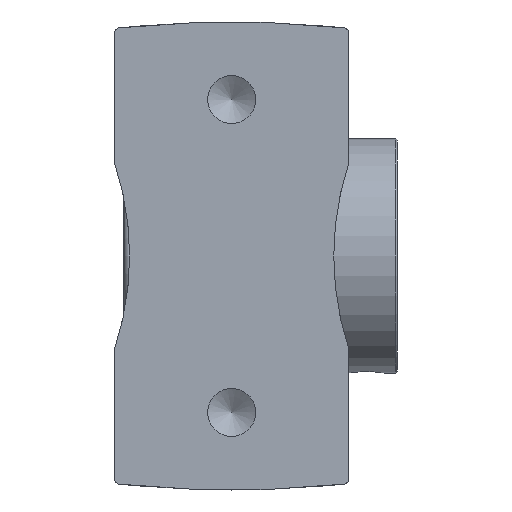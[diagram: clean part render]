
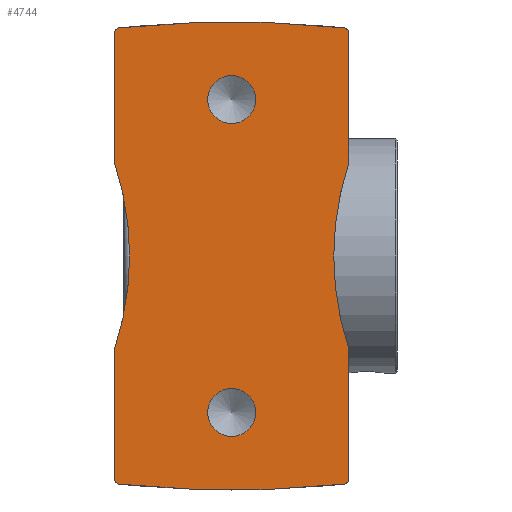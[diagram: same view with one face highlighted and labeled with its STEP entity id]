
A CAD part, front view. The second image highlights one B-rep face of the part: STEP entity #4744.
In plain terms, the highlighted face is planar.
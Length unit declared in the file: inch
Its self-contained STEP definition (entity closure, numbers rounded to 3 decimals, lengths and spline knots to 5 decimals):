
#368=CARTESIAN_POINT('',(0.74803,-1.42397,-0.));
#369=VERTEX_POINT('',#368);
#376=CARTESIAN_POINT('',(0.74803,-0.59055,-0.));
#377=VERTEX_POINT('',#376);
#378=CARTESIAN_POINT('',(0.74803,0.64993,-0.));
#379=DIRECTION('',(0.,-1.,0.));
#380=VECTOR('',#379,0.32812);
#381=LINE('',#378,#380);
#382=EDGE_CURVE('',#377,#369,#381,.T.);
#624=CARTESIAN_POINT('',(-0.1535,-1.,0.));
#625=VERTEX_POINT('',#624);
#635=CARTESIAN_POINT('',(0.1535,-1.,-0.));
#636=VERTEX_POINT('',#635);
#637=CARTESIAN_POINT('',(0.,-1.,0.));
#638=DIRECTION('',(0.,0.,1.));
#639=DIRECTION('',(1.,0.,-0.));
#640=AXIS2_PLACEMENT_3D('',#637,#638,#639);
#641=CIRCLE('',#640,0.1535);
#642=EDGE_CURVE('',#636,#625,#641,.T.);
#644=CARTESIAN_POINT('',(0.,-1.,0.));
#645=DIRECTION('',(0.,0.,1.));
#646=DIRECTION('',(1.,0.,-0.));
#647=AXIS2_PLACEMENT_3D('',#644,#645,#646);
#648=CIRCLE('',#647,0.1535);
#649=EDGE_CURVE('',#625,#636,#648,.T.);
#694=CARTESIAN_POINT('',(-0.1535,1.,0.));
#695=VERTEX_POINT('',#694);
#705=CARTESIAN_POINT('',(0.1535,1.,-0.));
#706=VERTEX_POINT('',#705);
#707=CARTESIAN_POINT('',(0.,1.,0.));
#708=DIRECTION('',(0.,0.,1.));
#709=DIRECTION('',(1.,0.,-0.));
#710=AXIS2_PLACEMENT_3D('',#707,#708,#709);
#711=CIRCLE('',#710,0.1535);
#712=EDGE_CURVE('',#706,#695,#711,.T.);
#714=CARTESIAN_POINT('',(0.,1.,0.));
#715=DIRECTION('',(0.,0.,1.));
#716=DIRECTION('',(1.,0.,-0.));
#717=AXIS2_PLACEMENT_3D('',#714,#715,#716);
#718=CIRCLE('',#717,0.1535);
#719=EDGE_CURVE('',#695,#706,#718,.T.);
#3383=CARTESIAN_POINT('',(0.71666,1.45878,-0.));
#3384=VERTEX_POINT('',#3383);
#3391=CARTESIAN_POINT('',(-0.71666,1.45878,0.));
#3392=VERTEX_POINT('',#3391);
#3393=CARTESIAN_POINT('',(-0.,-5.41103,0.));
#3394=DIRECTION('',(-0.,0.,-1.));
#3395=DIRECTION('',(-1.,0.,0.));
#3396=AXIS2_PLACEMENT_3D('',#3393,#3394,#3395);
#3397=CIRCLE('',#3396,6.9071);
#3398=EDGE_CURVE('',#3392,#3384,#3397,.T.);
#3427=CARTESIAN_POINT('',(0.74803,1.42397,-0.));
#3428=VERTEX_POINT('',#3427);
#3435=CARTESIAN_POINT('',(0.71303,1.42397,-0.));
#3436=DIRECTION('',(0.,0.,1.));
#3437=DIRECTION('',(0.743,0.669,-0.));
#3438=AXIS2_PLACEMENT_3D('',#3435,#3436,#3437);
#3439=CIRCLE('',#3438,0.035);
#3440=EDGE_CURVE('',#3428,#3384,#3439,.T.);
#3452=CARTESIAN_POINT('',(0.74803,0.59055,-0.));
#3453=VERTEX_POINT('',#3452);
#3460=CARTESIAN_POINT('',(0.74803,1.44305,-0.));
#3461=DIRECTION('',(0.,-1.,0.));
#3462=VECTOR('',#3461,0.32812);
#3463=LINE('',#3460,#3462);
#3464=EDGE_CURVE('',#3428,#3453,#3463,.T.);
#3476=CARTESIAN_POINT('',(0.6526,0.,-0.));
#3477=VERTEX_POINT('',#3476);
#3486=CARTESIAN_POINT('',(2.5276,0.,-0.));
#3487=DIRECTION('',(0.,0.,1.));
#3488=DIRECTION('',(1.,0.,-0.));
#3489=AXIS2_PLACEMENT_3D('',#3486,#3487,#3488);
#3490=CIRCLE('',#3489,1.875);
#3491=EDGE_CURVE('',#3477,#377,#3490,.T.);
#3927=CARTESIAN_POINT('',(-0.6526,-0.,0.));
#3928=VERTEX_POINT('',#3927);
#3937=CARTESIAN_POINT('',(-0.74803,0.59055,0.));
#3938=VERTEX_POINT('',#3937);
#3945=CARTESIAN_POINT('',(-2.5276,0.,0.));
#3946=DIRECTION('',(0.,0.,1.));
#3947=DIRECTION('',(-1.,0.,0.));
#3948=AXIS2_PLACEMENT_3D('',#3945,#3946,#3947);
#3949=CIRCLE('',#3948,1.875);
#3950=EDGE_CURVE('',#3928,#3938,#3949,.T.);
#3961=CARTESIAN_POINT('',(-0.74803,1.42397,0.));
#3962=VERTEX_POINT('',#3961);
#3969=CARTESIAN_POINT('',(-0.74803,1.44305,0.));
#3970=DIRECTION('',(0.,-1.,0.));
#3971=VECTOR('',#3970,0.32812);
#3972=LINE('',#3969,#3971);
#3973=EDGE_CURVE('',#3962,#3938,#3972,.T.);
#3986=CARTESIAN_POINT('',(-0.71303,1.42397,0.));
#3987=DIRECTION('',(0.,-0.,1.));
#3988=DIRECTION('',(-0.743,0.669,0.));
#3989=AXIS2_PLACEMENT_3D('',#3986,#3987,#3988);
#3990=CIRCLE('',#3989,0.035);
#3991=EDGE_CURVE('',#3392,#3962,#3990,.T.);
#4503=CARTESIAN_POINT('',(0.71666,-1.45878,-0.));
#4504=VERTEX_POINT('',#4503);
#4511=CARTESIAN_POINT('',(0.71303,-1.42397,-0.));
#4512=DIRECTION('',(0.,-0.,1.));
#4513=DIRECTION('',(0.743,-0.669,-0.));
#4514=AXIS2_PLACEMENT_3D('',#4511,#4512,#4513);
#4515=CIRCLE('',#4514,0.035);
#4516=EDGE_CURVE('',#4504,#369,#4515,.T.);
#4634=CARTESIAN_POINT('',(-0.71666,-1.45878,0.));
#4635=VERTEX_POINT('',#4634);
#4642=CARTESIAN_POINT('',(0.,5.41103,-0.));
#4643=DIRECTION('',(-0.,0.,-1.));
#4644=DIRECTION('',(1.,0.,-0.));
#4645=AXIS2_PLACEMENT_3D('',#4642,#4643,#4644);
#4646=CIRCLE('',#4645,6.9071);
#4647=EDGE_CURVE('',#4504,#4635,#4646,.T.);
#4660=CARTESIAN_POINT('',(-0.74803,-1.42397,0.));
#4661=VERTEX_POINT('',#4660);
#4668=CARTESIAN_POINT('',(-0.71303,-1.42397,0.));
#4669=DIRECTION('',(0.,0.,1.));
#4670=DIRECTION('',(-0.743,-0.669,0.));
#4671=AXIS2_PLACEMENT_3D('',#4668,#4669,#4670);
#4672=CIRCLE('',#4671,0.035);
#4673=EDGE_CURVE('',#4661,#4635,#4672,.T.);
#4685=CARTESIAN_POINT('',(-0.74803,-0.59055,0.));
#4686=VERTEX_POINT('',#4685);
#4693=CARTESIAN_POINT('',(-0.74803,0.64993,0.));
#4694=DIRECTION('',(0.,-1.,0.));
#4695=VECTOR('',#4694,0.32812);
#4696=LINE('',#4693,#4695);
#4697=EDGE_CURVE('',#4686,#4661,#4696,.T.);
#4703=CARTESIAN_POINT('',(0.37066,0.73924,-0.));
#4704=DIRECTION('',(0.,0.,1.));
#4705=DIRECTION('',(1.,0.,-0.));
#4706=AXIS2_PLACEMENT_3D('',#4703,#4704,#4705);
#4707=PLANE('',#4706);
#4708=ORIENTED_EDGE('',*,*,#642,.T.);
#4709=ORIENTED_EDGE('',*,*,#649,.T.);
#4710=EDGE_LOOP('',(#4708,#4709));
#4711=FACE_BOUND('',#4710,.T.);
#4712=ORIENTED_EDGE('',*,*,#712,.T.);
#4713=ORIENTED_EDGE('',*,*,#719,.T.);
#4714=EDGE_LOOP('',(#4712,#4713));
#4715=FACE_BOUND('',#4714,.T.);
#4716=ORIENTED_EDGE('',*,*,#4673,.F.);
#4717=ORIENTED_EDGE('',*,*,#4697,.F.);
#4718=CARTESIAN_POINT('',(-2.5276,0.,0.));
#4719=DIRECTION('',(0.,0.,1.));
#4720=DIRECTION('',(-1.,0.,0.));
#4721=AXIS2_PLACEMENT_3D('',#4718,#4719,#4720);
#4722=CIRCLE('',#4721,1.875);
#4723=EDGE_CURVE('',#4686,#3928,#4722,.T.);
#4724=ORIENTED_EDGE('',*,*,#4723,.T.);
#4725=ORIENTED_EDGE('',*,*,#3950,.T.);
#4726=ORIENTED_EDGE('',*,*,#3973,.F.);
#4727=ORIENTED_EDGE('',*,*,#3991,.F.);
#4728=ORIENTED_EDGE('',*,*,#3398,.T.);
#4729=ORIENTED_EDGE('',*,*,#3440,.F.);
#4730=ORIENTED_EDGE('',*,*,#3464,.T.);
#4731=CARTESIAN_POINT('',(2.5276,0.,-0.));
#4732=DIRECTION('',(0.,0.,1.));
#4733=DIRECTION('',(1.,0.,-0.));
#4734=AXIS2_PLACEMENT_3D('',#4731,#4732,#4733);
#4735=CIRCLE('',#4734,1.875);
#4736=EDGE_CURVE('',#3453,#3477,#4735,.T.);
#4737=ORIENTED_EDGE('',*,*,#4736,.T.);
#4738=ORIENTED_EDGE('',*,*,#3491,.T.);
#4739=ORIENTED_EDGE('',*,*,#382,.T.);
#4740=ORIENTED_EDGE('',*,*,#4516,.F.);
#4741=ORIENTED_EDGE('',*,*,#4647,.T.);
#4742=EDGE_LOOP('',(#4716,#4717,#4724,#4725,#4726,#4727,#4728,#4729,#4730,#4737,#4738,#4739,#4740,#4741));
#4743=FACE_BOUND('',#4742,.T.);
#4744=ADVANCED_FACE('',(#4711,#4715,#4743),#4707,.F.);
